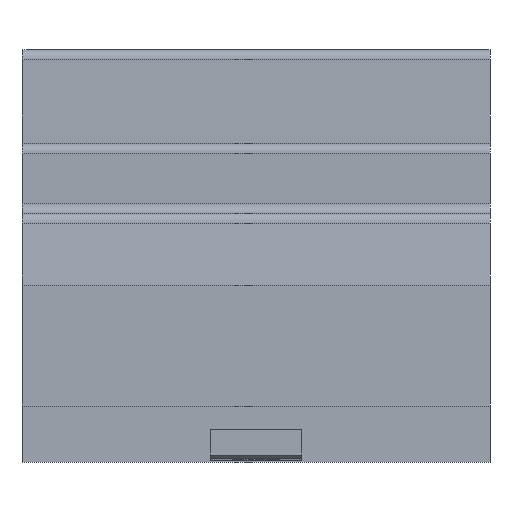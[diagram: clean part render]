
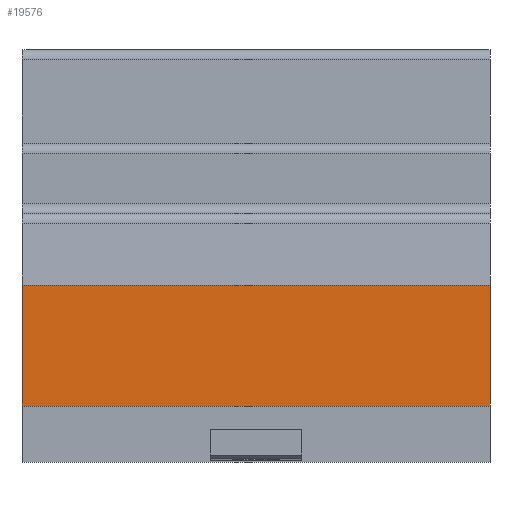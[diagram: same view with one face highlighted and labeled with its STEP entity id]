
A CAD part, front view. The second image highlights one B-rep face of the part: STEP entity #19576.
In plain terms, the highlighted planar face has unit normal (0, -1, 0).
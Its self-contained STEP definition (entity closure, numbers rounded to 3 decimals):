
#10228=CARTESIAN_POINT('',(71.6,-44.7,22.1));
#10229=VERTEX_POINT('',#10228);
#10236=CARTESIAN_POINT('',(71.6,-44.7,3.6));
#10237=VERTEX_POINT('',#10236);
#10238=CARTESIAN_POINT('',(71.6,-44.7,3.6));
#10239=DIRECTION('',(0.0,0.0,1.0));
#10240=VECTOR('',#10239,18.5);
#10241=LINE('',#10238,#10240);
#10242=EDGE_CURVE('',#10237,#10229,#10241,.T.);
#19534=CARTESIAN_POINT('',(0.0,-44.7,22.1));
#19535=VERTEX_POINT('',#19534);
#19542=CARTESIAN_POINT('',(71.6,-44.7,22.1));
#19543=DIRECTION('',(-1.0,0.0,0.0));
#19544=VECTOR('',#19543,71.6);
#19545=LINE('',#19542,#19544);
#19546=EDGE_CURVE('',#10229,#19535,#19545,.T.);
#19553=CARTESIAN_POINT('',(35.8,-44.7,22.1));
#19554=DIRECTION('',(0.0,-1.0,0.0));
#19555=DIRECTION('',(1.0,0.0,0.0));
#19556=AXIS2_PLACEMENT_3D('',#19553,#19554,#19555);
#19557=PLANE('',#19556);
#19558=CARTESIAN_POINT('',(0.0,-44.7,3.6));
#19559=VERTEX_POINT('',#19558);
#19560=CARTESIAN_POINT('',(0.,-44.7,22.1));
#19561=DIRECTION('',(0.0,0.0,-1.0));
#19562=VECTOR('',#19561,18.5);
#19563=LINE('',#19560,#19562);
#19564=EDGE_CURVE('',#19535,#19559,#19563,.T.);
#19565=ORIENTED_EDGE('',*,*,#19564,.T.);
#19566=CARTESIAN_POINT('',(71.6,-44.7,3.6));
#19567=DIRECTION('',(-1.0,0.0,0.0));
#19568=VECTOR('',#19567,71.6);
#19569=LINE('',#19566,#19568);
#19570=EDGE_CURVE('',#10237,#19559,#19569,.T.);
#19571=ORIENTED_EDGE('',*,*,#19570,.F.);
#19572=ORIENTED_EDGE('',*,*,#10242,.T.);
#19573=ORIENTED_EDGE('',*,*,#19546,.T.);
#19574=EDGE_LOOP('',(#19565,#19571,#19572,#19573));
#19575=FACE_OUTER_BOUND('',#19574,.T.);
#19576=ADVANCED_FACE('',(#19575),#19557,.T.);
